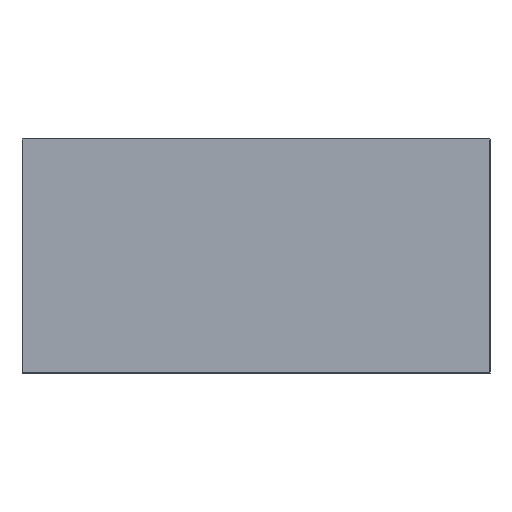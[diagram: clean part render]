
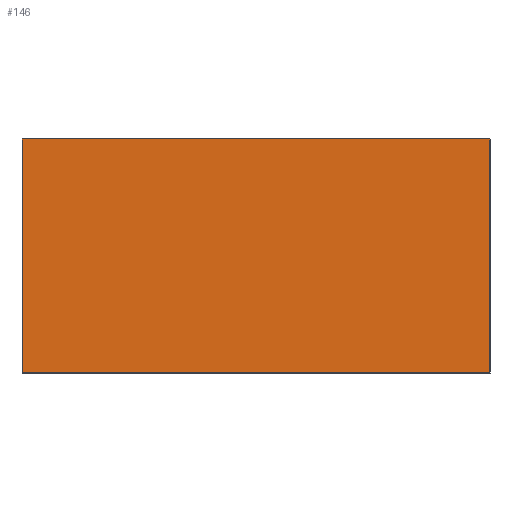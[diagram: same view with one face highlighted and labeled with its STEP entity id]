
A CAD part, top view. The second image highlights one B-rep face of the part: STEP entity #146.
In plain terms, the highlighted planar face has unit normal (0, 0, 1).
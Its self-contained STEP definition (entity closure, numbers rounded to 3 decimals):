
#146 = ADVANCED_FACE( '', ( #249 ), #250, .T. );
#249 = FACE_OUTER_BOUND( '', #335, .T. );
#250 = PLANE( '', #336 );
#335 = EDGE_LOOP( '', ( #454, #455, #456, #457 ) );
#336 = AXIS2_PLACEMENT_3D( '', #458, #459, #460 );
#454 = ORIENTED_EDGE( '', *, *, #614, .T. );
#455 = ORIENTED_EDGE( '', *, *, #604, .T. );
#456 = ORIENTED_EDGE( '', *, *, #612, .T. );
#457 = ORIENTED_EDGE( '', *, *, #615, .T. );
#458 = CARTESIAN_POINT( '', ( 0., 0., 0.15 ) );
#459 = DIRECTION( '', ( 0., 0., 1. ) );
#460 = DIRECTION( '', ( 1., 0., 0. ) );
#604 = EDGE_CURVE( '', #697, #695, #698, .T. );
#612 = EDGE_CURVE( '', #695, #707, #709, .T. );
#614 = EDGE_CURVE( '', #711, #697, #712, .T. );
#615 = EDGE_CURVE( '', #707, #711, #713, .T. );
#695 = VERTEX_POINT( '', #821 );
#697 = VERTEX_POINT( '', #824 );
#698 = LINE( '', #825, #826 );
#707 = VERTEX_POINT( '', #839 );
#709 = LINE( '', #842, #843 );
#711 = VERTEX_POINT( '', #845 );
#712 = LINE( '', #846, #847 );
#713 = LINE( '', #848, #849 );
#821 = CARTESIAN_POINT( '', ( 200., -100., 0.15 ) );
#824 = CARTESIAN_POINT( '', ( -200., -100., 0.15 ) );
#825 = CARTESIAN_POINT( '', ( -200., -100., 0.15 ) );
#826 = VECTOR( '', #925, 1000. );
#839 = CARTESIAN_POINT( '', ( 200., 100., 0.15 ) );
#842 = CARTESIAN_POINT( '', ( 200., -100., 0.15 ) );
#843 = VECTOR( '', #931, 1000. );
#845 = CARTESIAN_POINT( '', ( -200., 100., 0.15 ) );
#846 = CARTESIAN_POINT( '', ( -200., 100., 0.15 ) );
#847 = VECTOR( '', #932, 1000. );
#848 = CARTESIAN_POINT( '', ( 200., 100., 0.15 ) );
#849 = VECTOR( '', #933, 1000. );
#925 = DIRECTION( '', ( 1., 0., 0. ) );
#931 = DIRECTION( '', ( 0., 1., 0. ) );
#932 = DIRECTION( '', ( 0., -1., 0. ) );
#933 = DIRECTION( '', ( -1., 0., 0. ) );
